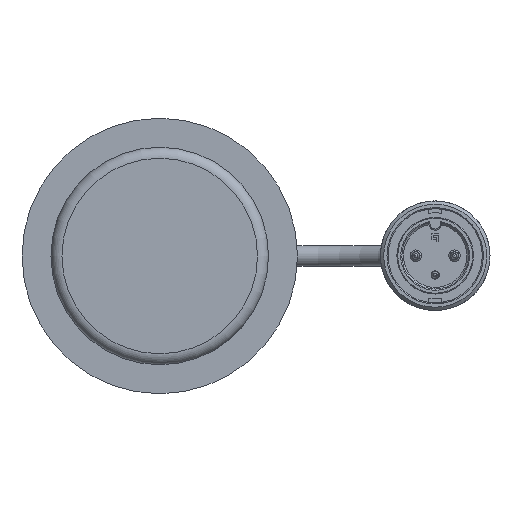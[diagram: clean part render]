
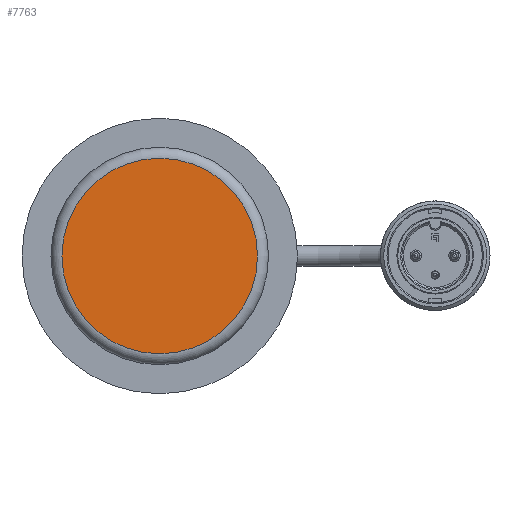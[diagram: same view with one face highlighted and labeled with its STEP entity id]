
A CAD part, left-side view. The second image highlights one B-rep face of the part: STEP entity #7763.
In plain terms, the highlighted planar face has unit normal (-1, 0, 0).
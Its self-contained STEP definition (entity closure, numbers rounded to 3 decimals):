
#1717=PLANE('',#8545);
#2213=FACE_OUTER_BOUND('',#2696,.T.);
#2696=EDGE_LOOP('',(#6887));
#3068=CIRCLE('',#8543,17.75);
#3778=VERTEX_POINT('',#13330);
#4818=EDGE_CURVE('',#3778,#3778,#3068,.T.);
#6887=ORIENTED_EDGE('',*,*,#4818,.F.);
#7763=ADVANCED_FACE('',(#2213),#1717,.T.);
#8543=AXIS2_PLACEMENT_3D('',#13331,#10717,#10718);
#8545=AXIS2_PLACEMENT_3D('',#13334,#10721,#10722);
#10717=DIRECTION('center_axis',(1.,0.,0.));
#10718=DIRECTION('ref_axis',(0.,-1.,0.));
#10721=DIRECTION('center_axis',(-1.,0.,0.));
#10722=DIRECTION('ref_axis',(0.,0.,1.));
#13330=CARTESIAN_POINT('',(-55.,17.75,0.));
#13331=CARTESIAN_POINT('Origin',(-55.,0.,0.));
#13334=CARTESIAN_POINT('Origin',(-55.,19.75,0.));
